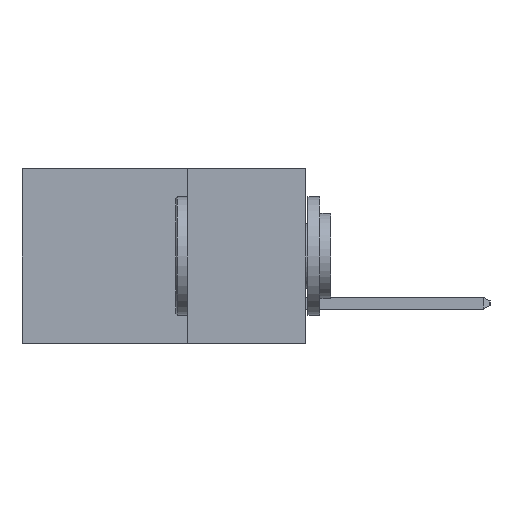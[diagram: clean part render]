
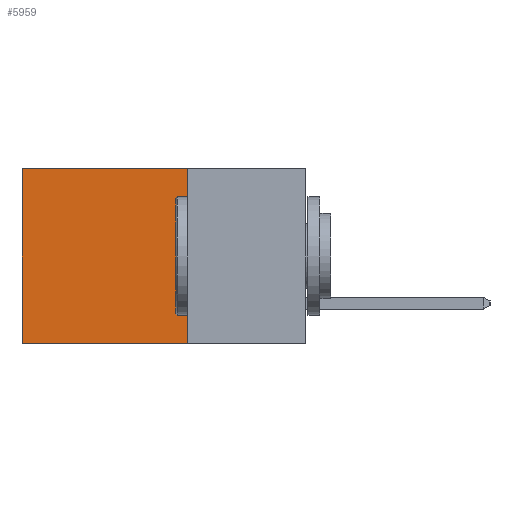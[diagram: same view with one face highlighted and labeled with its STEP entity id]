
A CAD part, left-side view. The second image highlights one B-rep face of the part: STEP entity #5959.
In plain terms, the highlighted planar face has unit normal (-1, 0, 0).
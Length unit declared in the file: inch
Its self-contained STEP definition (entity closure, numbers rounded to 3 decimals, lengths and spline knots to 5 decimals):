
#495 = CARTESIAN_POINT ( 'NONE',  ( 0.2615, 0.25, 0. ) ) ;
#1423 = EDGE_CURVE ( 'NONE', #3958, #3611, #13455, .T. ) ;
#1727 = VECTOR ( 'NONE', #16913, 39.37008 ) ;
#2173 = FACE_OUTER_BOUND ( 'NONE', #7364, .T. ) ;
#3611 = VERTEX_POINT ( 'NONE', #21656 ) ;
#3958 = VERTEX_POINT ( 'NONE', #17809 ) ;
#4159 = VERTEX_POINT ( 'NONE', #15457 ) ;
#5959 = ADVANCED_FACE ( 'NONE', ( #2173 ), #20092, .F. ) ;
#6711 = VECTOR ( 'NONE', #14078, 39.37008 ) ;
#7364 = EDGE_LOOP ( 'NONE', ( #20421, #13638, #10068, #15212 ) ) ;
#7922 = LINE ( 'NONE', #21483, #6711 ) ;
#8258 = DIRECTION ( 'NONE',  ( 0., 0., -1. ) ) ;
#8342 = CARTESIAN_POINT ( 'NONE',  ( 0.2615, 0.6, -0.37 ) ) ;
#9715 = EDGE_CURVE ( 'NONE', #3611, #4159, #14710, .T. ) ;
#10068 = ORIENTED_EDGE ( 'NONE', *, *, #15552, .F. ) ;
#10332 = EDGE_CURVE ( 'NONE', #23055, #4159, #24884, .T. ) ;
#10519 = VECTOR ( 'NONE', #22029, 39.37008 ) ;
#10902 = AXIS2_PLACEMENT_3D ( 'NONE', #20066, #19956, #20724 ) ;
#12195 = CARTESIAN_POINT ( 'NONE',  ( 0.2615, 0.25, -0.37 ) ) ;
#13455 = LINE ( 'NONE', #495, #1727 ) ;
#13638 = ORIENTED_EDGE ( 'NONE', *, *, #10332, .F. ) ;
#14078 = DIRECTION ( 'NONE',  ( 0., 0., -1. ) ) ;
#14710 = LINE ( 'NONE', #8342, #19160 ) ;
#15212 = ORIENTED_EDGE ( 'NONE', *, *, #1423, .T. ) ;
#15457 = CARTESIAN_POINT ( 'NONE',  ( 0.2615, 0.6, -0.37 ) ) ;
#15552 = EDGE_CURVE ( 'NONE', #3958, #23055, #7922, .T. ) ;
#16913 = DIRECTION ( 'NONE',  ( 0., 1., 0. ) ) ;
#17809 = CARTESIAN_POINT ( 'NONE',  ( 0.2615, 0.25, 0. ) ) ;
#19160 = VECTOR ( 'NONE', #8258, 39.37008 ) ;
#19956 = DIRECTION ( 'NONE',  ( 1., 0., 0. ) ) ;
#20066 = CARTESIAN_POINT ( 'NONE',  ( 0.2615, 0.25, -0.37 ) ) ;
#20092 = PLANE ( 'NONE',  #10902 ) ;
#20421 = ORIENTED_EDGE ( 'NONE', *, *, #9715, .T. ) ;
#20724 = DIRECTION ( 'NONE',  ( 0., 0., -1. ) ) ;
#21483 = CARTESIAN_POINT ( 'NONE',  ( 0.2615, 0.25, -0.37 ) ) ;
#21656 = CARTESIAN_POINT ( 'NONE',  ( 0.2615, 0.6, 0. ) ) ;
#21971 = CARTESIAN_POINT ( 'NONE',  ( 0.2615, 0.25, -0.37 ) ) ;
#22029 = DIRECTION ( 'NONE',  ( 0., 1., 0. ) ) ;
#23055 = VERTEX_POINT ( 'NONE', #12195 ) ;
#24884 = LINE ( 'NONE', #21971, #10519 ) ;
